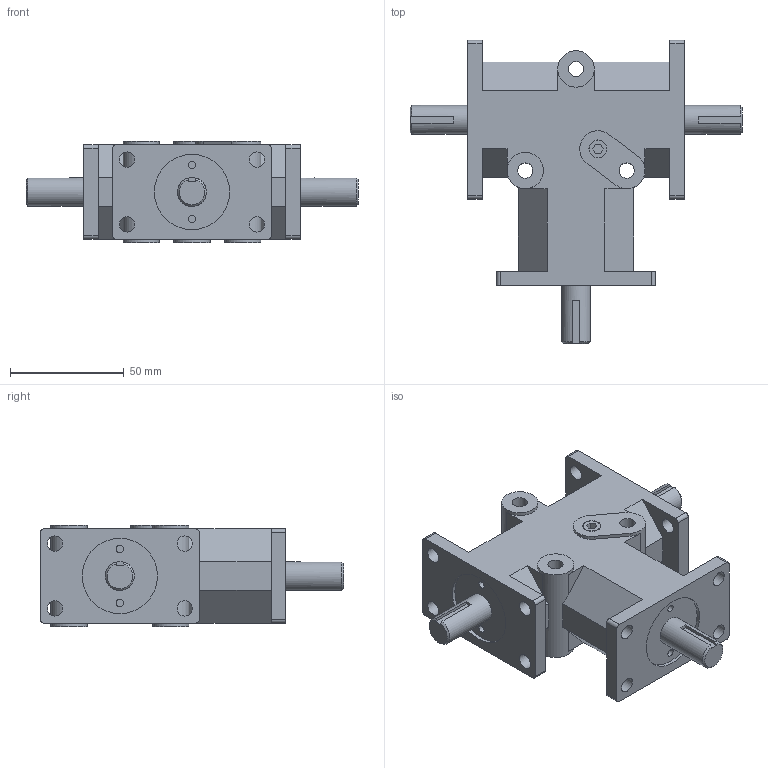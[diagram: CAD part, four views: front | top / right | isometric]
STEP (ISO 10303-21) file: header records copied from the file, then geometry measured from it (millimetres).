
FILE_DESCRIPTION(/* description */ ('!AP-203 File Generated from CADKEY 99!'),/* implementation_level */ '2;1');
FILE_NAME(/* name */ 'T081',/* time_stamp */ '2002-01-17T22:59:20-05:00',/* author */ ('CADKEY'),/* organization */ ('CADKEY Corporation'),/* preprocessor_version */ 'ST-DEVELOPER v8',/* originating_system */ 'step.cde',/* authorisation */ 'CK');
FILE_SCHEMA (('CONFIG_CONTROL_DESIGN'));
Length unit declared in the file: inch
Products named in the file (1): 1999-0203
Bounding box: 146.05 x 133.35 x 44.45 mm (x, y, z)
Volume: 289780.4 mm3; surface area: 43548.6 mm2
Topology: 1 solids, 1 shells, 136 faces, 362 edges, 242 vertices
Faces by surface type: plane 87, cylinder 45, cone 4
Full cylindrical faces by diameter (mm): 3.251 x6, 6.731 x15, 7.874 x1, 12.7 x3, 16.002 x3, 33.122 x3
Entity records: 3993 total; most frequent: CARTESIAN_POINT 689, ORIENTED_EDGE 628, DIRECTION 604, EDGE_CURVE 314, AXIS2_PLACEMENT_3D 248, VERTEX_POINT 229, EDGE_LOOP 213, FACE_BOUND 213
